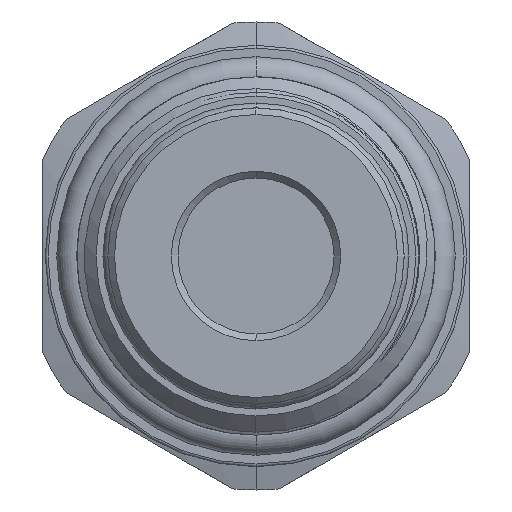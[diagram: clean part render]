
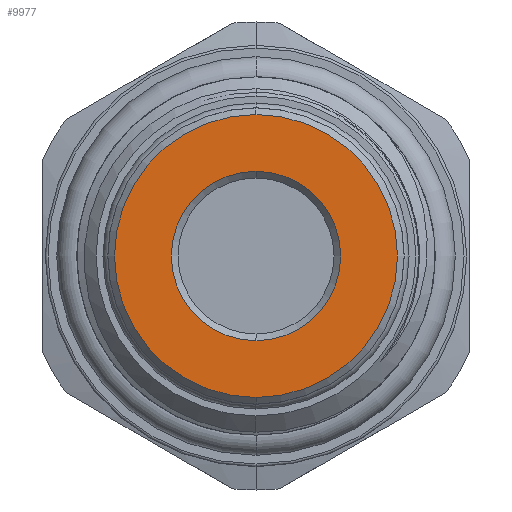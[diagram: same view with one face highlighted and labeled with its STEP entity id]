
A CAD part, left-side view. The second image highlights one B-rep face of the part: STEP entity #9977.
In plain terms, the highlighted planar face has unit normal (-1, 0, 0).
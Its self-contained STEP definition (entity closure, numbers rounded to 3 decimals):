
#657 = DIRECTION ( 'NONE',  ( 1., 0., 0. ) ) ;
#1370 = EDGE_CURVE ( 'NONE', #11051, #17318, #7398, .T. ) ;
#1596 = FACE_BOUND ( 'NONE', #7516, .T. ) ;
#1680 = VERTEX_POINT ( 'NONE', #9968 ) ;
#4935 = EDGE_CURVE ( 'NONE', #1680, #7193, #14785, .T. ) ;
#7193 = VERTEX_POINT ( 'NONE', #33535 ) ;
#7398 = CIRCLE ( 'NONE', #21432, 10.61 ) ;
#7516 = EDGE_LOOP ( 'NONE', ( #8334, #9554 ) ) ;
#8334 = ORIENTED_EDGE ( 'NONE', *, *, #36532, .T. ) ;
#8336 = CARTESIAN_POINT ( 'NONE',  ( -43.8, 0., 0. ) ) ;
#9232 = FACE_OUTER_BOUND ( 'NONE', #36926, .T. ) ;
#9554 = ORIENTED_EDGE ( 'NONE', *, *, #4935, .T. ) ;
#9667 = EDGE_CURVE ( 'NONE', #17318, #11051, #10186, .T. ) ;
#9968 = CARTESIAN_POINT ( 'NONE',  ( -43.8, 0., -6.35 ) ) ;
#9977 = ADVANCED_FACE ( 'NONE', ( #1596, #9232 ), #24488, .T. ) ;
#10186 = CIRCLE ( 'NONE', #13312, 10.61 ) ;
#10504 = CIRCLE ( 'NONE', #24537, 6.35 ) ;
#11051 = VERTEX_POINT ( 'NONE', #24424 ) ;
#11387 = DIRECTION ( 'NONE',  ( 0., 0., 1. ) ) ;
#12857 = ORIENTED_EDGE ( 'NONE', *, *, #9667, .T. ) ;
#13312 = AXIS2_PLACEMENT_3D ( 'NONE', #8336, #29844, #11387 ) ;
#14785 = CIRCLE ( 'NONE', #19476, 6.35 ) ;
#15452 = DIRECTION ( 'NONE',  ( 0., 0., -1. ) ) ;
#17318 = VERTEX_POINT ( 'NONE', #19822 ) ;
#17621 = AXIS2_PLACEMENT_3D ( 'NONE', #21584, #36864, #27697 ) ;
#19255 = DIRECTION ( 'NONE',  ( -1., 0., 0. ) ) ;
#19476 = AXIS2_PLACEMENT_3D ( 'NONE', #31093, #657, #15452 ) ;
#19528 = CARTESIAN_POINT ( 'NONE',  ( -43.8, 0., 0. ) ) ;
#19822 = CARTESIAN_POINT ( 'NONE',  ( -43.8, 0., -10.61 ) ) ;
#21432 = AXIS2_PLACEMENT_3D ( 'NONE', #19528, #19255, #35273 ) ;
#21584 = CARTESIAN_POINT ( 'NONE',  ( -43.8, 0., 0. ) ) ;
#24424 = CARTESIAN_POINT ( 'NONE',  ( -43.8, 0., 10.61 ) ) ;
#24488 = PLANE ( 'NONE',  #17621 ) ;
#24537 = AXIS2_PLACEMENT_3D ( 'NONE', #36122, #27335, #33570 ) ;
#26999 = ORIENTED_EDGE ( 'NONE', *, *, #1370, .T. ) ;
#27335 = DIRECTION ( 'NONE',  ( 1., 0., 0. ) ) ;
#27697 = DIRECTION ( 'NONE',  ( 0., 0., 1. ) ) ;
#29844 = DIRECTION ( 'NONE',  ( -1., 0., 0. ) ) ;
#31093 = CARTESIAN_POINT ( 'NONE',  ( -43.8, 0., 0. ) ) ;
#33535 = CARTESIAN_POINT ( 'NONE',  ( -43.8, 0., 6.35 ) ) ;
#33570 = DIRECTION ( 'NONE',  ( 0., 0., -1. ) ) ;
#35273 = DIRECTION ( 'NONE',  ( 0., 0., 1. ) ) ;
#36122 = CARTESIAN_POINT ( 'NONE',  ( -43.8, 0., 0. ) ) ;
#36532 = EDGE_CURVE ( 'NONE', #7193, #1680, #10504, .T. ) ;
#36864 = DIRECTION ( 'NONE',  ( -1., 0., 0. ) ) ;
#36926 = EDGE_LOOP ( 'NONE', ( #12857, #26999 ) ) ;
